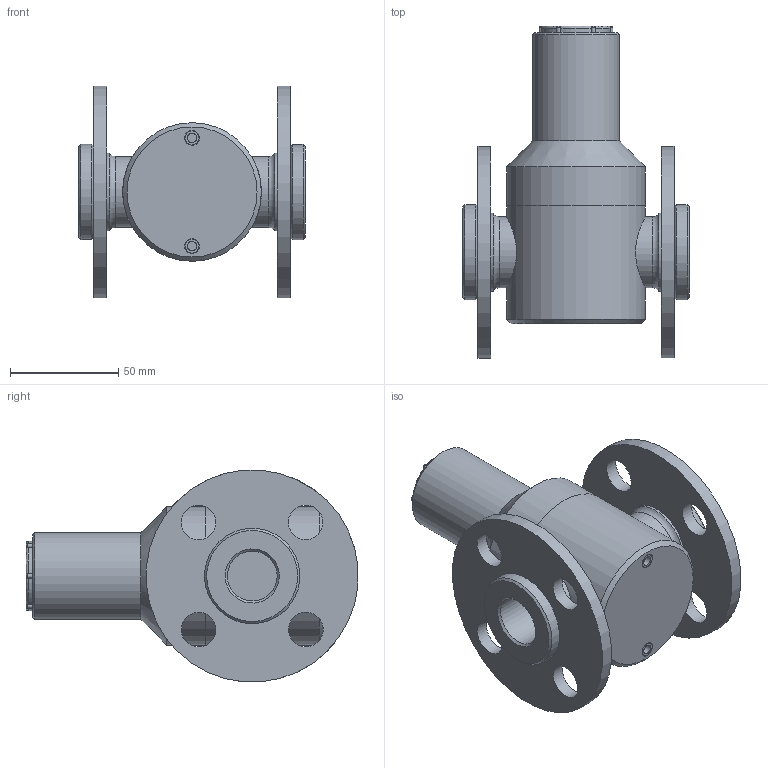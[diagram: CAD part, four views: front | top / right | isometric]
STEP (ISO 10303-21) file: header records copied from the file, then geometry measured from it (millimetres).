
FILE_DESCRIPTION (( 'STEP AP214' ), '1' );
FILE_NAME ('3-4-1104-7X-150.STEP', '2019-07-24T11:02:25', ( '' ), ( '' ), 'SwSTEP 2.0', 'SolidWorks 2019', '' );
FILE_SCHEMA (( 'AUTOMOTIVE_DESIGN' ));
Length unit declared in the file: millimetre
Products named in the file (16): 3-4 inch ANSI 150 SS BR; 3-4-1104-7X-150; PVC Bonnet all size_25mm PVC-304; 25mm Dust Cap; three quarter inch Flange stub - ABS; Body detail - ABS_25mm or 3-4; M5 Thread Inserts - no knurl; Body detail - ABS; PVC Bonnet all size
Assembly tree (9 placements, depth 2):
  3-4 inch ANSI 150 SS BR
  3-4-1104-7X-150
    Body detail - ABS_25mm or 3-4
    PVC Bonnet all size_25mm PVC-304
    three quarter inch Flange stub - ABS  x2
    3-4 inch ANSI 150 SS BR  x2
    25mm Dust Cap
    M5 Thread Inserts - no knurl  x2
  25mm Dust Cap
  three quarter inch Flange stub - ABS
  Body detail - ABS
Bounding box: 104.51 x 153.22 x 97.64 mm (x, y, z)
Volume: 401328.7 mm3; surface area: 92160.2 mm2
Topology: 9 solids, 9 shells, 117 faces, 275 edges, 180 vertices
Faces by surface type: plane 44, cylinder 43, cone 21, torus 9
Full cylindrical faces by diameter (mm): 4.4 x2, 6.35 x2, 6.8 x2, 16 x8, 23 x2, 32.8 x4, 36 x2, 36.5 x2, 40 x1, 44 x2, 64 x2, 98 x2
Entity records: 2813 total; most frequent: CARTESIAN_POINT 734, DIRECTION 384, ORIENTED_EDGE 280, AXIS2_PLACEMENT_3D 178, EDGE_CURVE 140, EDGE_LOOP 134, VERTEX_POINT 110, FACE_OUTER_BOUND 108
